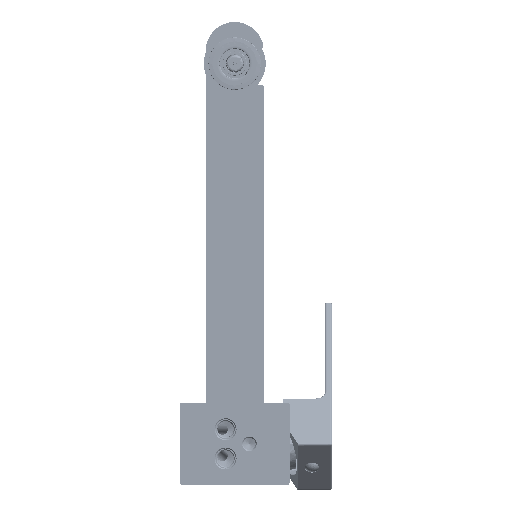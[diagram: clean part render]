
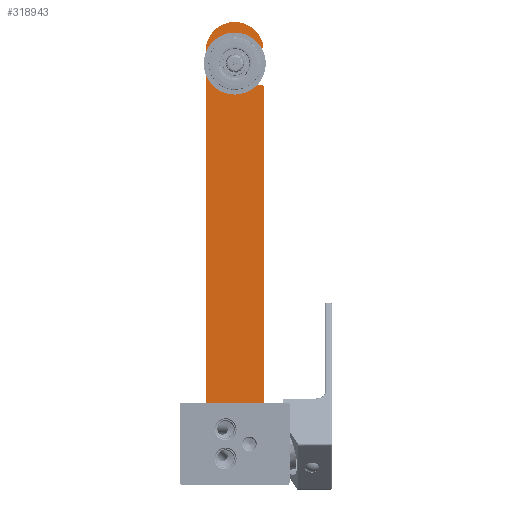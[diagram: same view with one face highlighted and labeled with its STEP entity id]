
A CAD part, front view. The second image highlights one B-rep face of the part: STEP entity #318943.
In plain terms, the highlighted planar face has unit normal (0, -1, 0).
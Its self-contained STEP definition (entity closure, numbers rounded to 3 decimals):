
#211019=DIRECTION('',(0.913,0.,-0.408));
#211020=VECTOR('',#211019,0.408);
#211021=CARTESIAN_POINT('',(7.454,305.,216.667));
#211022=LINE('',#211021,#211020);
#211023=CARTESIAN_POINT('',(0.,305.,210.));
#211024=DIRECTION('',(0.,-1.,0.));
#211025=DIRECTION('',(0.745,0.,0.667));
#211026=AXIS2_PLACEMENT_3D('',#211023,#211024,#211025);
#211028=DIRECTION('',(0.,0.,-1.));
#211029=VECTOR('',#211028,3.5);
#211030=CARTESIAN_POINT('',(-10.,305.,210.));
#211031=LINE('',#211030,#211029);
#211032=CARTESIAN_POINT('',(0.,305.,206.5));
#211033=DIRECTION('',(0.,-1.,0.));
#211034=DIRECTION('',(-1.,0.,0.));
#211035=AXIS2_PLACEMENT_3D('',#211032,#211033,#211034);
#211037=DIRECTION('',(1.,0.,0.));
#211038=VECTOR('',#211037,15.);
#211039=CARTESIAN_POINT('',(0.,305.,196.5));
#211040=LINE('',#211039,#211038);
#211041=DIRECTION('',(-0.707,0.,0.707));
#211042=VECTOR('',#211041,1.414);
#211043=CARTESIAN_POINT('',(16.,305.,195.5));
#211044=LINE('',#211043,#211042);
#211045=DIRECTION('',(0.,0.,-1.));
#211046=VECTOR('',#211045,195.5);
#211047=CARTESIAN_POINT('',(16.,305.,195.5));
#211048=LINE('',#211047,#211046);
#211049=CARTESIAN_POINT('',(0.,305.,0.));
#211050=DIRECTION('',(0.,1.,0.));
#211051=DIRECTION('',(1.,0.,0.));
#211052=AXIS2_PLACEMENT_3D('',#211049,#211050,#211051);
#211054=DIRECTION('',(0.,0.,1.));
#211055=VECTOR('',#211054,215.);
#211056=CARTESIAN_POINT('',(-16.,305.,0.));
#211057=LINE('',#211056,#211055);
#211058=CARTESIAN_POINT('',(0.,305.,215.));
#211059=DIRECTION('',(0.,1.,0.));
#211060=DIRECTION('',(-1.,0.,0.));
#211061=AXIS2_PLACEMENT_3D('',#211058,#211059,#211060);
#211063=DIRECTION('',(0.645,0.,0.764));
#211064=VECTOR('',#211063,1.528);
#211065=CARTESIAN_POINT('',(14.79,305.,216.5));
#211066=LINE('',#211065,#211064);
#211067=DIRECTION('',(-1.,0.,0.));
#211068=VECTOR('',#211067,6.964);
#211069=CARTESIAN_POINT('',(14.79,305.,216.5));
#211070=LINE('',#211069,#211068);
#211071=CARTESIAN_POINT('',(0.,305.,0.));
#211072=DIRECTION('',(0.,-1.,0.));
#211073=DIRECTION('',(0.,0.,-1.));
#211074=AXIS2_PLACEMENT_3D('',#211071,#211072,#211073);
#211076=CARTESIAN_POINT('',(0.,305.,0.));
#211077=DIRECTION('',(0.,-1.,0.));
#211078=DIRECTION('',(0.,0.,1.));
#211079=AXIS2_PLACEMENT_3D('',#211076,#211077,#211078);
#226796=CARTESIAN_POINT('',(-10.,305.,210.));
#226797=CARTESIAN_POINT('',(-10.,305.,206.5));
#226798=VERTEX_POINT('',#226796);
#226799=VERTEX_POINT('',#226797);
#226800=CARTESIAN_POINT('',(0.,305.,196.5));
#226801=VERTEX_POINT('',#226800);
#226802=CARTESIAN_POINT('',(16.,305.,0.));
#226803=CARTESIAN_POINT('',(-16.,305.,0.));
#226804=VERTEX_POINT('',#226802);
#226805=VERTEX_POINT('',#226803);
#226806=CARTESIAN_POINT('',(-16.,305.,215.));
#226807=VERTEX_POINT('',#226806);
#226814=CARTESIAN_POINT('',(14.79,305.,216.5));
#226815=CARTESIAN_POINT('',(15.776,305.,217.667));
#226816=VERTEX_POINT('',#226814);
#226817=VERTEX_POINT('',#226815);
#226822=CARTESIAN_POINT('',(16.,305.,195.5));
#226823=CARTESIAN_POINT('',(15.,305.,196.5));
#226824=VERTEX_POINT('',#226822);
#226825=VERTEX_POINT('',#226823);
#226830=CARTESIAN_POINT('',(7.454,305.,216.667));
#226831=CARTESIAN_POINT('',(7.826,305.,216.5));
#226832=VERTEX_POINT('',#226830);
#226833=VERTEX_POINT('',#226831);
#226846=CARTESIAN_POINT('',(0.,305.,-13.25));
#226847=VERTEX_POINT('',#226846);
#226848=CARTESIAN_POINT('',(0.,305.,13.25));
#226849=VERTEX_POINT('',#226848);
#318913=CARTESIAN_POINT('',(0.,305.,107.5));
#318914=DIRECTION('',(0.,1.,0.));
#318915=DIRECTION('',(0.,0.,-1.));
#318916=AXIS2_PLACEMENT_3D('',#318913,#318914,#318915);
#318917=PLANE('',#318916);
#318918=ORIENTED_EDGE('',*,*,#241500,.F.);
#318919=ORIENTED_EDGE('',*,*,#241521,.T.);
#318920=ORIENTED_EDGE('',*,*,#241542,.T.);
#318921=ORIENTED_EDGE('',*,*,#241563,.T.);
#318922=ORIENTED_EDGE('',*,*,#241586,.T.);
#318924=ORIENTED_EDGE('',*,*,#318923,.F.);
#318926=ORIENTED_EDGE('',*,*,#318925,.T.);
#318928=ORIENTED_EDGE('',*,*,#318927,.T.);
#318930=ORIENTED_EDGE('',*,*,#318929,.T.);
#318932=ORIENTED_EDGE('',*,*,#318931,.T.);
#318933=ORIENTED_EDGE('',*,*,#318897,.F.);
#318934=ORIENTED_EDGE('',*,*,#241476,.T.);
#318935=EDGE_LOOP('',(#318918,#318919,#318920,#318921,#318922,#318924,#318926,
#318928,#318930,#318932,#318933,#318934));
#318936=FACE_OUTER_BOUND('',#318935,.F.);
#318938=ORIENTED_EDGE('',*,*,#318937,.T.);
#318940=ORIENTED_EDGE('',*,*,#318939,.T.);
#318941=EDGE_LOOP('',(#318938,#318940));
#318942=FACE_BOUND('',#318941,.F.);
#318943=ADVANCED_FACE('',(#318936,#318942),#318917,.F.);
#211027=CIRCLE('',#211026,10.);
#211036=CIRCLE('',#211035,10.);
#211053=CIRCLE('',#211052,16.);
#211062=CIRCLE('',#211061,16.);
#211075=CIRCLE('',#211074,13.25);
#211080=CIRCLE('',#211079,13.25);
#241476=EDGE_CURVE('',#226816,#226833,#211070,.T.);
#241500=EDGE_CURVE('',#226832,#226833,#211022,.T.);
#241521=EDGE_CURVE('',#226832,#226798,#211027,.T.);
#241542=EDGE_CURVE('',#226798,#226799,#211031,.T.);
#241563=EDGE_CURVE('',#226799,#226801,#211036,.T.);
#241586=EDGE_CURVE('',#226801,#226825,#211040,.T.);
#318897=EDGE_CURVE('',#226816,#226817,#211066,.T.);
#318923=EDGE_CURVE('',#226824,#226825,#211044,.T.);
#318925=EDGE_CURVE('',#226824,#226804,#211048,.T.);
#318927=EDGE_CURVE('',#226804,#226805,#211053,.T.);
#318929=EDGE_CURVE('',#226805,#226807,#211057,.T.);
#318931=EDGE_CURVE('',#226807,#226817,#211062,.T.);
#318937=EDGE_CURVE('',#226847,#226849,#211075,.T.);
#318939=EDGE_CURVE('',#226849,#226847,#211080,.T.);
